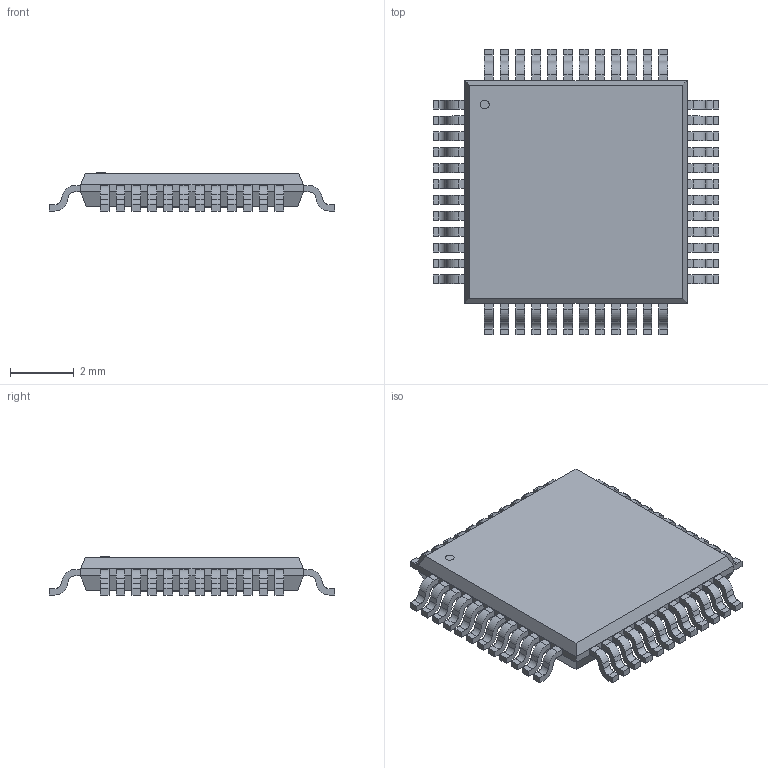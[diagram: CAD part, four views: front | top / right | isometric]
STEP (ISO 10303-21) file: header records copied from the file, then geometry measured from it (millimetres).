
FILE_DESCRIPTION(('STEP AP214'),'1');
FILE_NAME('SV_48_4','2019-07-16T23:58:18',(''),(''),'','','');
FILE_SCHEMA(('AUTOMOTIVE_DESIGN'));
Length unit declared in the file: millimetre
Products named in the file (1): product
Bounding box: 8.99 x 8.99 x 1.2 mm (x, y, z)
Volume: 0 mm3; surface area: 211.1 mm2
Topology: 1 solids, 693 shells, 695 faces, 3539 edges, 3538 vertices
Faces by surface type: plane 502, cylinder 193
Full cylindrical faces by diameter (mm): 0.28 x1
Entity records: 38932 total; most frequent: CARTESIAN_POINT 7773, VERTEX_POINT 7074, DIRECTION 5702, ORIENTED_EDGE 3540, EDGE_CURVE 3538, LINE 2768, VECTOR 2768, AXIS2_PLACEMENT_3D 1467
